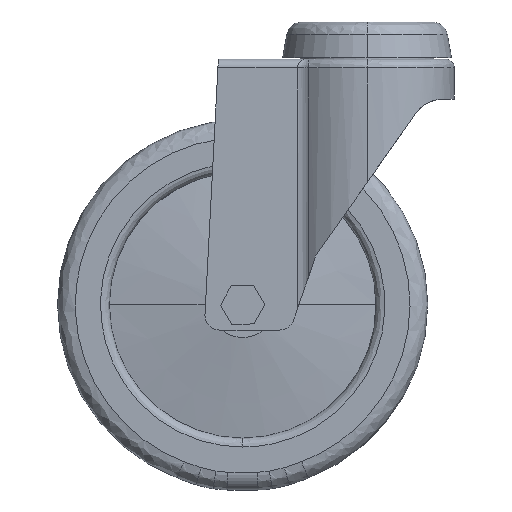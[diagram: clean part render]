
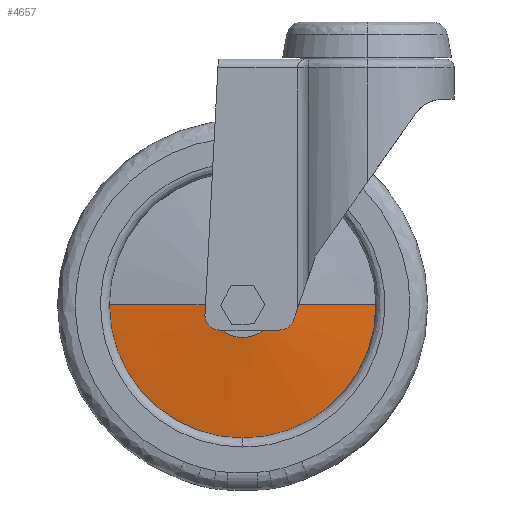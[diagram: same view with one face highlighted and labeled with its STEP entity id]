
A CAD part, left-side view. The second image highlights one B-rep face of the part: STEP entity #4657.
In plain terms, the highlighted conical face has half-angle 81.964 degrees and reference radius 45 mm.
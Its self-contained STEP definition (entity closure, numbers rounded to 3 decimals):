
#431 = ORIENTED_EDGE ( 'NONE', *, *, #6226, .T. ) ;
#625 = LINE ( 'NONE', #6686, #6728 ) ;
#675 = FACE_OUTER_BOUND ( 'NONE', #1008, .T. ) ;
#734 = AXIS2_PLACEMENT_3D ( 'NONE', #2204, #1139, #5695 ) ;
#944 = CARTESIAN_POINT ( 'NONE',  ( -12.7, 87., 62.5 ) ) ;
#996 = VERTEX_POINT ( 'NONE', #1091 ) ;
#1008 = EDGE_LOOP ( 'NONE', ( #6960, #4040, #431, #1785 ) ) ;
#1022 = CARTESIAN_POINT ( 'NONE',  ( -12.7, -3., 62.5 ) ) ;
#1091 = CARTESIAN_POINT ( 'NONE',  ( -17.5, 53., 62.5 ) ) ;
#1139 = DIRECTION ( 'NONE',  ( 1., 0., 0. ) ) ;
#1168 = LINE ( 'NONE', #1022, #5018 ) ;
#1659 = DIRECTION ( 'NONE',  ( -1., 0., 0. ) ) ;
#1698 = CIRCLE ( 'NONE', #5680, 11. ) ;
#1785 = ORIENTED_EDGE ( 'NONE', *, *, #7250, .T. ) ;
#2053 = CIRCLE ( 'NONE', #6839, 45. ) ;
#2075 = EDGE_CURVE ( 'NONE', #7190, #996, #1698, .T. ) ;
#2204 = CARTESIAN_POINT ( 'NONE',  ( -12.7, 42., 62.5 ) ) ;
#2659 = DIRECTION ( 'NONE',  ( 0., 1., 0. ) ) ;
#3096 = DIRECTION ( 'NONE',  ( 0.14, 0.99, 0. ) ) ;
#3826 = CARTESIAN_POINT ( 'NONE',  ( -17.5, 42., 62.5 ) ) ;
#4040 = ORIENTED_EDGE ( 'NONE', *, *, #2075, .T. ) ;
#4079 = CONICAL_SURFACE ( 'NONE', #734, 45., 1.431 ) ;
#4398 = DIRECTION ( 'NONE',  ( 1., 0., 0. ) ) ;
#4657 = ADVANCED_FACE ( 'NONE', ( #675 ), #4079, .T. ) ;
#4668 = VERTEX_POINT ( 'NONE', #5085 ) ;
#5018 = VECTOR ( 'NONE', #6170, 1000. ) ;
#5085 = CARTESIAN_POINT ( 'NONE',  ( -12.7, -3., 62.5 ) ) ;
#5680 = AXIS2_PLACEMENT_3D ( 'NONE', #3826, #4398, #2659 ) ;
#5695 = DIRECTION ( 'NONE',  ( 0., 1., 0. ) ) ;
#6170 = DIRECTION ( 'NONE',  ( 0.14, -0.99, 0. ) ) ;
#6226 = EDGE_CURVE ( 'NONE', #996, #7078, #625, .T. ) ;
#6283 = DIRECTION ( 'NONE',  ( 0., 1., 0. ) ) ;
#6686 = CARTESIAN_POINT ( 'NONE',  ( -12.7, 87., 62.5 ) ) ;
#6728 = VECTOR ( 'NONE', #3096, 1000. ) ;
#6839 = AXIS2_PLACEMENT_3D ( 'NONE', #7513, #1659, #6283 ) ;
#6856 = CARTESIAN_POINT ( 'NONE',  ( -17.5, 31., 62.5 ) ) ;
#6960 = ORIENTED_EDGE ( 'NONE', *, *, #7118, .F. ) ;
#7078 = VERTEX_POINT ( 'NONE', #944 ) ;
#7118 = EDGE_CURVE ( 'NONE', #7190, #4668, #1168, .T. ) ;
#7190 = VERTEX_POINT ( 'NONE', #6856 ) ;
#7250 = EDGE_CURVE ( 'NONE', #7078, #4668, #2053, .T. ) ;
#7513 = CARTESIAN_POINT ( 'NONE',  ( -12.7, 42., 62.5 ) ) ;
